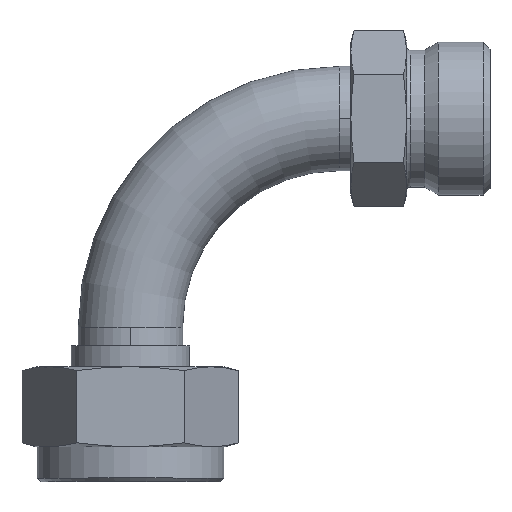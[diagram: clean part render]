
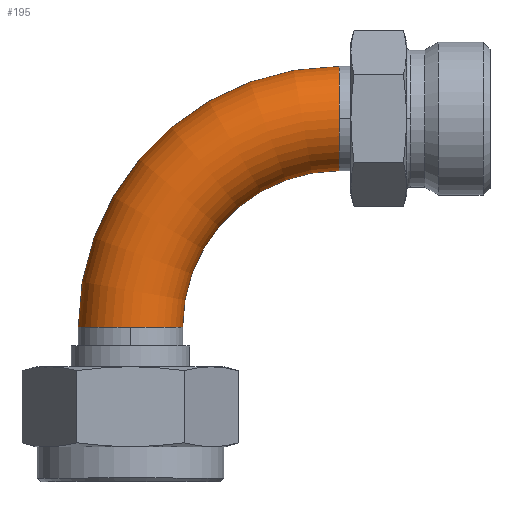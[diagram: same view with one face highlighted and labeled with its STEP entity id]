
A CAD part, top view. The second image highlights one B-rep face of the part: STEP entity #195.
In plain terms, the highlighted toroidal (fillet/blend) face has major radius 30 mm and minor radius 7.5 mm.
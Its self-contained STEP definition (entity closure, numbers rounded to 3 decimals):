
#195 = ADVANCED_FACE( '', ( #386 ), #387, .T. );
#386 = FACE_OUTER_BOUND( '', #617, .T. );
#387 = TOROIDAL_SURFACE( '', #618, 30., 7.5 );
#617 = EDGE_LOOP( '', ( #1241, #1242, #1243, #1244, #1245, #1246 ) );
#618 = AXIS2_PLACEMENT_3D( '', #1247, #1248, #1249 );
#1241 = ORIENTED_EDGE( '', *, *, #1510, .T. );
#1242 = ORIENTED_EDGE( '', *, *, #1675, .T. );
#1243 = ORIENTED_EDGE( '', *, *, #1532, .T. );
#1244 = ORIENTED_EDGE( '', *, *, #1513, .T. );
#1245 = ORIENTED_EDGE( '', *, *, #1677, .F. );
#1246 = ORIENTED_EDGE( '', *, *, #1523, .F. );
#1247 = CARTESIAN_POINT( '', ( 30., 18., 0. ) );
#1248 = DIRECTION( '', ( 0., 0., 1. ) );
#1249 = DIRECTION( '', ( 1., 0., 0. ) );
#1510 = EDGE_CURVE( '', #1754, #1755, #1756, .T. );
#1513 = EDGE_CURVE( '', #1761, #1759, #1762, .T. );
#1523 = EDGE_CURVE( '', #1754, #1780, #1781, .T. );
#1532 = EDGE_CURVE( '', #1796, #1761, #1797, .T. );
#1675 = EDGE_CURVE( '', #1755, #1796, #2023, .T. );
#1677 = EDGE_CURVE( '', #1780, #1759, #2025, .T. );
#1754 = VERTEX_POINT( '', #2146 );
#1755 = VERTEX_POINT( '', #2147 );
#1756 = CIRCLE( '', #2148, 37.5 );
#1759 = VERTEX_POINT( '', #2151 );
#1761 = VERTEX_POINT( '', #2153 );
#1762 = CIRCLE( '', #2154, 22.5 );
#1780 = VERTEX_POINT( '', #2173 );
#1781 = CIRCLE( '', #2174, 7.5 );
#1796 = VERTEX_POINT( '', #2193 );
#1797 = CIRCLE( '', #2194, 7.5 );
#2023 = CIRCLE( '', #2673, 7.5 );
#2025 = CIRCLE( '', #2675, 7.5 );
#2146 = CARTESIAN_POINT( '', ( 30., 55.5, 0. ) );
#2147 = CARTESIAN_POINT( '', ( -7.5, 18., 0. ) );
#2148 = AXIS2_PLACEMENT_3D( '', #3032, #3033, #3034 );
#2151 = CARTESIAN_POINT( '', ( 30., 40.5, 0. ) );
#2153 = CARTESIAN_POINT( '', ( 7.5, 18., 0. ) );
#2154 = AXIS2_PLACEMENT_3D( '', #3041, #3042, #3043 );
#2173 = CARTESIAN_POINT( '', ( 30., 48., 7.5 ) );
#2174 = AXIS2_PLACEMENT_3D( '', #3069, #3070, #3071 );
#2193 = CARTESIAN_POINT( '', ( 0., 18., 7.5 ) );
#2194 = AXIS2_PLACEMENT_3D( '', #3088, #3089, #3090 );
#2673 = AXIS2_PLACEMENT_3D( '', #3371, #3372, #3373 );
#2675 = AXIS2_PLACEMENT_3D( '', #3377, #3378, #3379 );
#3032 = CARTESIAN_POINT( '', ( 30., 18., 0. ) );
#3033 = DIRECTION( '', ( 0., 0., 1. ) );
#3034 = DIRECTION( '', ( 1., 0., 0. ) );
#3041 = CARTESIAN_POINT( '', ( 30., 18., 0. ) );
#3042 = DIRECTION( '', ( 0., 0., -1. ) );
#3043 = DIRECTION( '', ( 1., 0., 0. ) );
#3069 = CARTESIAN_POINT( '', ( 30., 48., 0. ) );
#3070 = DIRECTION( '', ( 1., 0., 0. ) );
#3071 = DIRECTION( '', ( 0., 0., -1. ) );
#3088 = CARTESIAN_POINT( '', ( 0., 18., 0. ) );
#3089 = DIRECTION( '', ( 0., 1., 0. ) );
#3090 = DIRECTION( '', ( 0., 0., -1. ) );
#3371 = CARTESIAN_POINT( '', ( 0., 18., 0. ) );
#3372 = DIRECTION( '', ( 0., 1., 0. ) );
#3373 = DIRECTION( '', ( 0., 0., -1. ) );
#3377 = CARTESIAN_POINT( '', ( 30., 48., 0. ) );
#3378 = DIRECTION( '', ( 1., 0., 0. ) );
#3379 = DIRECTION( '', ( 0., 0., -1. ) );
